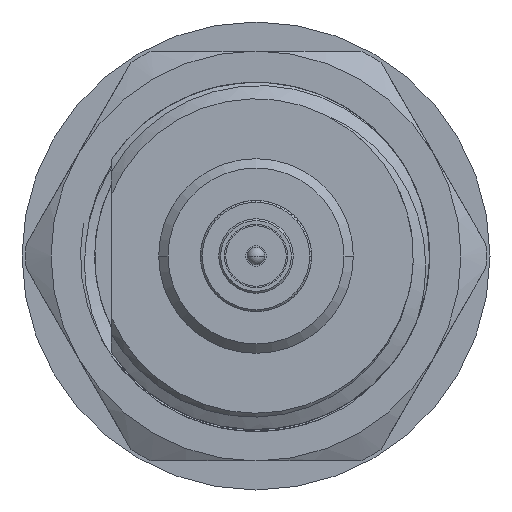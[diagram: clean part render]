
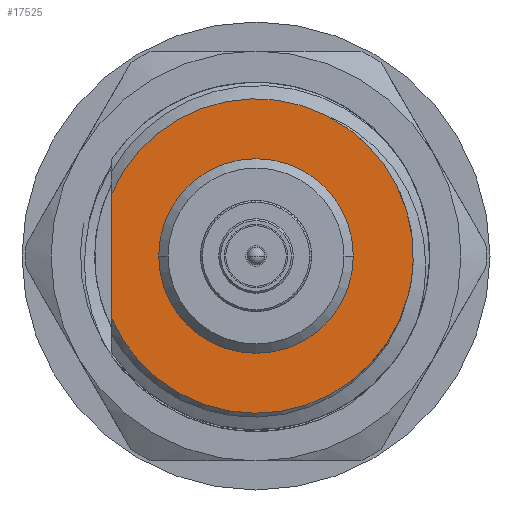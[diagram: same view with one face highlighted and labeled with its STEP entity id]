
A CAD part, left-side view. The second image highlights one B-rep face of the part: STEP entity #17525.
In plain terms, the highlighted planar face has unit normal (-1, 0, 0).
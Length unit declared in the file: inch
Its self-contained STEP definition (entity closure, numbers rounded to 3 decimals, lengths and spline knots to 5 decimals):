
#1832=CARTESIAN_POINT('',(0.133,0.1545,0.06598));
#6046=CARTESIAN_POINT('',(0.133,0.,0.));
#6047=DIRECTION('',(-1.,0.,0.));
#6048=DIRECTION('',(0.,0.92,-0.393));
#6049=AXIS2_PLACEMENT_3D('',#6046,#6047,#6048);
#6051=DIRECTION('',(0.,0.,-1.));
#6052=VECTOR('',#6051,0.13197);
#6053=CARTESIAN_POINT('',(0.133,0.1545,0.06598));
#6054=LINE('',#6053,#6052);
#6055=CARTESIAN_POINT('',(0.133,-0.07468,
0.15049));
#6056=CARTESIAN_POINT('',(0.133,-0.0785,
0.1486));
#6057=CARTESIAN_POINT('',(0.133,-0.08595,
0.14453));
#6058=CARTESIAN_POINT('',(0.133,-0.09667,
0.1376));
#6059=CARTESIAN_POINT('',(0.133,-0.10682,
0.12988));
#6060=CARTESIAN_POINT('',(0.133,-0.11636,
0.12141));
#6061=CARTESIAN_POINT('',(0.133,-0.12522,0.11224));
#6062=CARTESIAN_POINT('',(0.133,-0.13337,0.10242));
#6063=CARTESIAN_POINT('',(0.133,-0.14075,0.09202));
#6064=CARTESIAN_POINT('',(0.133,-0.14732,0.08108));
#6065=CARTESIAN_POINT('',(0.133,-0.15304,0.06968));
#6066=CARTESIAN_POINT('',(0.133,-0.15789,0.05788));
#6067=CARTESIAN_POINT('',(0.133,-0.16182,0.04575));
#6068=CARTESIAN_POINT('',(0.133,-0.16482,0.03335));
#6069=CARTESIAN_POINT('',(0.133,-0.16688,
0.02076));
#6070=CARTESIAN_POINT('',(0.133,-0.16797,
0.00805));
#6071=CARTESIAN_POINT('',(0.133,-0.1681,
-0.00471));
#6072=CARTESIAN_POINT('',(0.133,-0.16726,
-0.01744));
#6073=CARTESIAN_POINT('',(0.133,-0.16545,
-0.03007));
#6074=CARTESIAN_POINT('',(0.133,-0.16362,
-0.03836));
#6075=CARTESIAN_POINT('',(0.133,-0.16254,
-0.04248));
#6077=CARTESIAN_POINT('',(0.133,0.,0.));
#6078=DIRECTION('',(-1.,0.,0.));
#6079=DIRECTION('',(0.,1.,0.));
#6080=AXIS2_PLACEMENT_3D('',#6077,#6078,#6079);
#6082=CARTESIAN_POINT('',(0.133,0.,0.));
#6083=DIRECTION('',(1.,0.,0.));
#6084=DIRECTION('',(0.,1.,0.));
#6085=AXIS2_PLACEMENT_3D('',#6082,#6083,#6084);
#6111=CARTESIAN_POINT('',(0.133,0.,0.));
#6112=DIRECTION('',(-1.,0.,0.));
#6113=DIRECTION('',(0.,-0.445,0.896));
#6114=AXIS2_PLACEMENT_3D('',#6111,#6112,#6113);
#9506=CARTESIAN_POINT('',(0.133,0.104,0.));
#9507=CARTESIAN_POINT('',(0.133,-0.104,0.));
#9508=VERTEX_POINT('',#9506);
#9509=VERTEX_POINT('',#9507);
#9590=VERTEX_POINT('',#6055);
#9591=VERTEX_POINT('',#6075);
#9623=VERTEX_POINT('',#1832);
#9649=CARTESIAN_POINT('',(0.133,0.1545,-0.06598));
#9650=VERTEX_POINT('',#9649);
#17507=CARTESIAN_POINT('',(0.133,0.,0.));
#17508=DIRECTION('',(-1.,0.,0.));
#17509=DIRECTION('',(0.,1.,0.));
#17510=AXIS2_PLACEMENT_3D('',#17507,#17508,#17509);
#17511=PLANE('',#17510);
#17512=ORIENTED_EDGE('',*,*,#11913,.F.);
#17514=ORIENTED_EDGE('',*,*,#17513,.F.);
#17515=ORIENTED_EDGE('',*,*,#17453,.T.);
#17516=ORIENTED_EDGE('',*,*,#17502,.F.);
#17517=EDGE_LOOP('',(#17512,#17514,#17515,#17516));
#17518=FACE_OUTER_BOUND('',#17517,.F.);
#17520=ORIENTED_EDGE('',*,*,#17519,.T.);
#17522=ORIENTED_EDGE('',*,*,#17521,.F.);
#17523=EDGE_LOOP('',(#17520,#17522));
#17524=FACE_BOUND('',#17523,.F.);
#17525=ADVANCED_FACE('',(#17518,#17524),#17511,.T.);
#6050=CIRCLE('',#6049,0.168);
#6076=B_SPLINE_CURVE_WITH_KNOTS('',3,(#6055,#6056,#6057,#6058,#6059,#6060,#6061,
#6062,#6063,#6064,#6065,#6066,#6067,#6068,#6069,#6070,#6071,#6072,#6073,#6074,
#6075),.UNSPECIFIED.,.F.,.F.,(4,1,1,1,1,1,1,1,1,1,1,1,1,1,1,1,1,1,4),(0.,
0.05556,0.11111,0.16667,0.22222,
0.27778,0.33333,0.38889,0.44444,0.5,
0.55556,0.61111,0.66667,0.72222,
0.77778,0.83333,0.88889,0.94444,1.),
.UNSPECIFIED.);
#6081=CIRCLE('',#6080,0.104);
#6086=CIRCLE('',#6085,0.104);
#6115=CIRCLE('',#6114,0.168);
#11913=EDGE_CURVE('',#9623,#9650,#6054,.T.);
#17453=EDGE_CURVE('',#9590,#9591,#6076,.T.);
#17502=EDGE_CURVE('',#9650,#9591,#6050,.T.);
#17513=EDGE_CURVE('',#9590,#9623,#6115,.T.);
#17519=EDGE_CURVE('',#9508,#9509,#6081,.T.);
#17521=EDGE_CURVE('',#9508,#9509,#6086,.T.);
